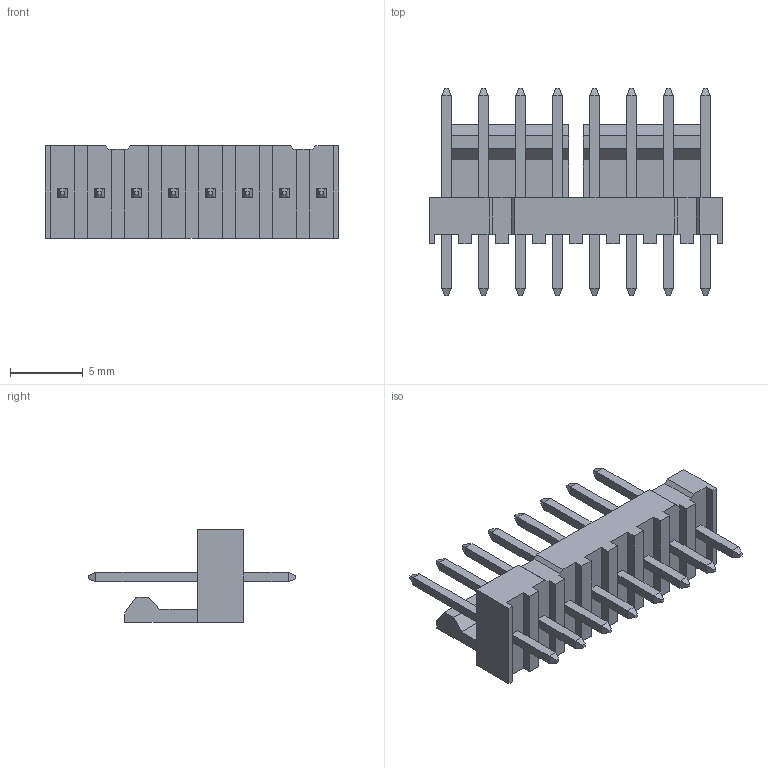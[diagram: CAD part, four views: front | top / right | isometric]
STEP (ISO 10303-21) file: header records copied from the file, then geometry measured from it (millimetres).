
FILE_DESCRIPTION(('STEP AP242'),'1');
FILE_NAME('0022232081.stp','2024-12-28T16:51:29',('TraceParts'),('TraceParts S.A.'),'Spatial InterOp 3D',' ',' ');
FILE_SCHEMA(('AP242_MANAGED_MODEL_BASED_3D_ENGINEERING_MIM_LF {1 0 10303 442 1 1 4}'));
Length unit declared in the file: millimetre
Products named in the file (1): 0022232081_1
Bounding box: 20.17 x 14.22 x 6.35 mm (x, y, z)
Volume: 482.9 mm3; surface area: 899.2 mm2
Topology: 1 solids, 1 shells, 204 faces, 510 edges, 340 vertices
Faces by surface type: plane 204
Entity records: 5896 total; most frequent: CARTESIAN_POINT 1024, ORIENTED_EDGE 988, DIRECTION 938, EDGE_CURVE 494, LINE 494, VECTOR 494, VERTEX_POINT 308, AXIS2_PLACEMENT_3D 222
